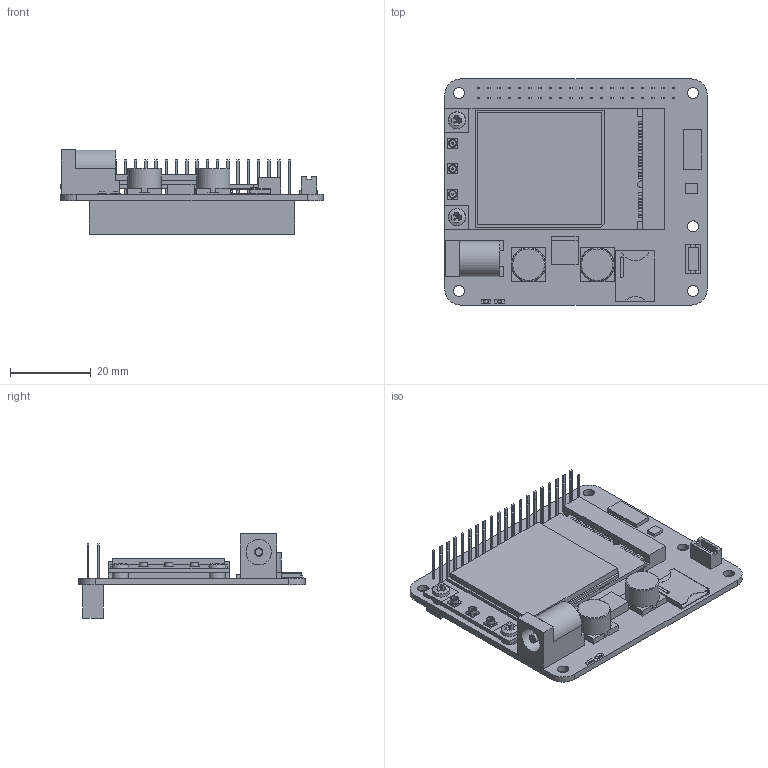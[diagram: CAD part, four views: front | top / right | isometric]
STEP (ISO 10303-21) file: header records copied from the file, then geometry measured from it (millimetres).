
FILE_DESCRIPTION(/* description */ (''),/* implementation_level */ '2;1');
FILE_NAME(/* name */ 'CANDY Pi Lite.stp',/* time_stamp */ '2019-05-31T12:29:10+09:00',/* author */ ('uchimura'),/* organization */ (''),/* preprocessor_version */ 'ST-DEVELOPER v16.5',/* originating_system */ 'Autodesk Inventor 2017',/* authorisation */ '');
FILE_SCHEMA (('AUTOMOTIVE_DESIGN { 1 0 10303 214 3 1 1 }'));
Length unit declared in the file: millimetre
Products named in the file (4): CANDY Pi Lite; CANDY Pi Lite Rev3; EC21-J; FB-0204EB
Assembly tree (4 placements, depth 2):
  CANDY Pi Lite
    CANDY Pi Lite Rev3
    EC21-J
    FB-0204EB  x2
Bounding box: 65 x 56 x 20.85 mm (x, y, z)
Volume: 14275.2 mm3; surface area: 15673.1 mm2
Topology: 4 solids, 4 shells, 831 faces, 2027 edges, 1341 vertices
Faces by surface type: plane 769, cylinder 52, torus 3, sphere 3, bspline 2, cone 2
Full cylindrical faces by diameter (mm): 0.4 x3, 1.567 x4, 1.7 x3, 2 x3, 2.1 x1, 2.6 x2, 2.7 x5, 4 x2, 6.3 x1, 8.2 x2
Entity records: 23521 total; most frequent: CARTESIAN_POINT 4027, ORIENTED_EDGE 3772, DIRECTION 3570, EDGE_CURVE 1886, LINE 1768, VECTOR 1768, VERTEX_POINT 1270, EDGE_LOOP 980
